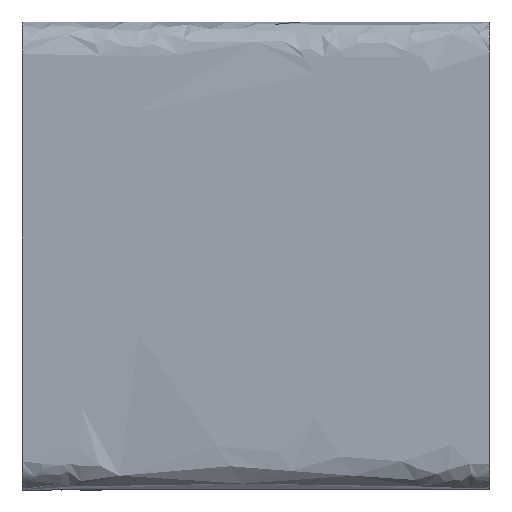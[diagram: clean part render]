
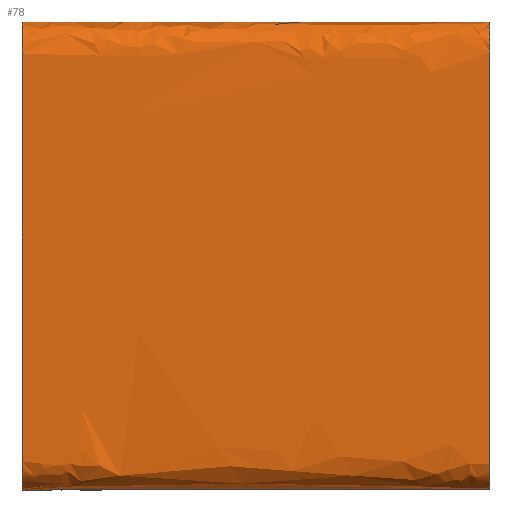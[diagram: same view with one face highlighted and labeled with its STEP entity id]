
A CAD part, left-side view. The second image highlights one B-rep face of the part: STEP entity #78.
In plain terms, the highlighted free-form (B-spline) face has degree [1, 2] with [2, 9] control points.
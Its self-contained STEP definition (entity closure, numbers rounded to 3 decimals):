
#78=ADVANCED_FACE('',(#100),#622,.T.);
#100=FACE_OUTER_BOUND('',#122,.T.);
#122=EDGE_LOOP('',(#203,#204,#205,#206));
#203=ORIENTED_EDGE('',*,*,#544,.F.);
#204=ORIENTED_EDGE('',*,*,#540,.F.);
#205=ORIENTED_EDGE('',*,*,#537,.F.);
#206=ORIENTED_EDGE('',*,*,#536,.F.);
#274=B_SPLINE_CURVE_WITH_KNOTS('',1,(#1299,#1300),.UNSPECIFIED.,.F.,.F.,
(2,2),(0.,0.3),.UNSPECIFIED.);
#275=B_SPLINE_CURVE_WITH_KNOTS('',1,(#1301,#1302),.UNSPECIFIED.,.F.,.F.,
(2,2),(0.,0.3),.UNSPECIFIED.);
#287=B_SPLINE_CURVE_WITH_KNOTS('',1,(#1385,#1386),.UNSPECIFIED.,.F.,.F.,
(2,2),(-0.3,0.),.UNSPECIFIED.);
#288=B_SPLINE_CURVE_WITH_KNOTS('',1,(#1387,#1388),.UNSPECIFIED.,.F.,.F.,
(2,2),(-0.3,0.),.UNSPECIFIED.);
#289=B_SPLINE_CURVE_WITH_KNOTS('',1,(#1389,#1390),.UNSPECIFIED.,.F.,.F.,
(2,2),(-0.3,0.),.UNSPECIFIED.);
#290=B_SPLINE_CURVE_WITH_KNOTS('',1,(#1391,#1392),.UNSPECIFIED.,.F.,.F.,
(2,2),(-0.031,0.671),.UNSPECIFIED.);
#291=B_SPLINE_CURVE_WITH_KNOTS('',1,(#1393,#1394),.UNSPECIFIED.,.F.,.F.,
(2,2),(0.,0.3),.UNSPECIFIED.);
#292=B_SPLINE_CURVE_WITH_KNOTS('',1,(#1395,#1396),.UNSPECIFIED.,.F.,.F.,
(2,2),(-0.671,0.031),.UNSPECIFIED.);
#356=PCURVE('',#633,#440);
#358=PCURVE('',#619,#442);
#361=PCURVE('',#634,#445);
#372=PCURVE('',#621,#456);
#373=PCURVE('',#622,#457);
#374=PCURVE('',#622,#458);
#375=PCURVE('',#622,#459);
#376=PCURVE('',#622,#460);
#440=DEFINITIONAL_REPRESENTATION('',(#576),#1398);
#442=DEFINITIONAL_REPRESENTATION('',(#275),#1398);
#445=DEFINITIONAL_REPRESENTATION('',(#579),#1398);
#456=DEFINITIONAL_REPRESENTATION('',(#288),#1398);
#457=DEFINITIONAL_REPRESENTATION('',(#289),#1398);
#458=DEFINITIONAL_REPRESENTATION('',(#290),#1398);
#459=DEFINITIONAL_REPRESENTATION('',(#291),#1398);
#460=DEFINITIONAL_REPRESENTATION('',(#292),#1398);
#494=SURFACE_CURVE('',#575,(#356,#376),.PCURVE_S1.);
#495=SURFACE_CURVE('',#274,(#358,#375),.PCURVE_S1.);
#498=SURFACE_CURVE('',#578,(#361,#374),.PCURVE_S1.);
#502=SURFACE_CURVE('',#287,(#372,#373),.PCURVE_S1.);
#536=EDGE_CURVE('',#609,#605,#494,.T.);
#537=EDGE_CURVE('',#605,#606,#495,.T.);
#540=EDGE_CURVE('',#606,#612,#498,.T.);
#544=EDGE_CURVE('',#612,#609,#502,.T.);
#575=(
BOUNDED_CURVE()
B_SPLINE_CURVE(2,(#1279,#1280,#1281,#1282,#1283,#1284,#1285,#1286,#1287),
 .UNSPECIFIED.,.F.,.F.)
B_SPLINE_CURVE_WITH_KNOTS((3,2,2,2,3),(-0.671,-0.441,
-0.41,0.,0.031),.UNSPECIFIED.)
CURVE()
GEOMETRIC_REPRESENTATION_ITEM()
RATIONAL_B_SPLINE_CURVE((1.,1.,1.,0.707,1.,1.,1.,0.707,
1.))
REPRESENTATION_ITEM('')
);
#576=(
BOUNDED_CURVE()
B_SPLINE_CURVE(2,(#1288,#1289,#1290,#1291,#1292,#1293,#1294,#1295,#1296),
 .UNSPECIFIED.,.F.,.F.)
B_SPLINE_CURVE_WITH_KNOTS((3,2,2,2,3),(-0.671,-0.441,
-0.41,0.,0.031),.UNSPECIFIED.)
CURVE()
GEOMETRIC_REPRESENTATION_ITEM()
RATIONAL_B_SPLINE_CURVE((1.,1.,1.,0.707,1.,1.,1.,0.707,
1.))
REPRESENTATION_ITEM('')
);
#578=(
BOUNDED_CURVE()
B_SPLINE_CURVE(2,(#1316,#1317,#1318,#1319,#1320,#1321,#1322,#1323,#1324),
 .UNSPECIFIED.,.F.,.F.)
B_SPLINE_CURVE_WITH_KNOTS((3,2,2,2,3),(-0.031,0.,0.41,0.441,
0.671),.UNSPECIFIED.)
CURVE()
GEOMETRIC_REPRESENTATION_ITEM()
RATIONAL_B_SPLINE_CURVE((1.,0.707,1.,1.,1.,0.707,
1.,1.,1.))
REPRESENTATION_ITEM('')
);
#579=(
BOUNDED_CURVE()
B_SPLINE_CURVE(2,(#1325,#1326,#1327,#1328,#1329,#1330,#1331,#1332,#1333),
 .UNSPECIFIED.,.F.,.F.)
B_SPLINE_CURVE_WITH_KNOTS((3,2,2,2,3),(-0.031,0.,0.41,0.441,
0.671),.UNSPECIFIED.)
CURVE()
GEOMETRIC_REPRESENTATION_ITEM()
RATIONAL_B_SPLINE_CURVE((1.,0.707,1.,1.,1.,0.707,
1.,1.,1.))
REPRESENTATION_ITEM('')
);
#605=VERTEX_POINT('',#1229);
#606=VERTEX_POINT('',#1230);
#609=VERTEX_POINT('',#1233);
#612=VERTEX_POINT('',#1236);
#619=(
BOUNDED_SURFACE()
B_SPLINE_SURFACE(1,2,((#1168,#1169,#1170,#1171,#1172,#1173,#1174),(#1175,
#1176,#1177,#1178,#1179,#1180,#1181)),.UNSPECIFIED.,.F.,.F.,.F.)
B_SPLINE_SURFACE_WITH_KNOTS((2,2),(3,2,2,3),(0.,0.3),(-1.639,
-1.469,-1.453,-1.413),.UNSPECIFIED.)
GEOMETRIC_REPRESENTATION_ITEM()
RATIONAL_B_SPLINE_SURFACE(((1.,1.,1.,0.707,1.,1.,1.),(1.,1.,
1.,0.707,1.,1.,1.)))
REPRESENTATION_ITEM('')
SURFACE()
);
#621=(
BOUNDED_SURFACE()
B_SPLINE_SURFACE(1,2,((#1205,#1206,#1207),(#1208,#1209,#1210)),
 .UNSPECIFIED.,.F.,.F.,.F.)
B_SPLINE_SURFACE_WITH_KNOTS((2,2),(3,3),(0.,0.3),(-0.721,
-0.671),.UNSPECIFIED.)
GEOMETRIC_REPRESENTATION_ITEM()
RATIONAL_B_SPLINE_SURFACE(((1.,1.,1.),(1.,1.,1.)))
REPRESENTATION_ITEM('')
SURFACE()
);
#622=(
BOUNDED_SURFACE()
B_SPLINE_SURFACE(1,2,((#1211,#1212,#1213,#1214,#1215,#1216,#1217,#1218,#1219),
(#1220,#1221,#1222,#1223,#1224,#1225,#1226,#1227,#1228)),.UNSPECIFIED.,.F.,
 .F.,.F.)
B_SPLINE_SURFACE_WITH_KNOTS((2,2),(3,2,2,2,3),(0.,0.3),(-0.671,
-0.441,-0.41,0.,0.031),.UNSPECIFIED.)
GEOMETRIC_REPRESENTATION_ITEM()
RATIONAL_B_SPLINE_SURFACE(((1.,1.,1.,0.707,1.,1.,1.,0.707,
1.),(1.,1.,1.,0.707,1.,1.,1.,0.707,1.)))
REPRESENTATION_ITEM('')
SURFACE()
);
#633=PLANE('',#665);
#634=PLANE('',#666);
#665=AXIS2_PLACEMENT_3D('',#1167,#680,$);
#666=AXIS2_PLACEMENT_3D('',#1182,#681,$);
#680=DIRECTION('',(0.,-1.,0.));
#681=DIRECTION('',(0.,1.,0.));
#1167=CARTESIAN_POINT('',(-0.3,-0.15,0.3));
#1168=CARTESIAN_POINT('',(-0.28,-0.15,0.));
#1169=CARTESIAN_POINT('',(-0.195,-0.15,0.));
#1170=CARTESIAN_POINT('',(-0.16,-0.15,0.));
#1171=CARTESIAN_POINT('',(-0.15,-0.15,0.));
#1172=CARTESIAN_POINT('',(-0.15,-0.15,0.01));
#1173=CARTESIAN_POINT('',(-0.15,-0.15,0.03));
#1174=CARTESIAN_POINT('',(-0.15,-0.15,0.05));
#1175=CARTESIAN_POINT('',(-0.28,0.15,0.));
#1176=CARTESIAN_POINT('',(-0.195,0.15,0.));
#1177=CARTESIAN_POINT('',(-0.16,0.15,0.));
#1178=CARTESIAN_POINT('',(-0.15,0.15,0.));
#1179=CARTESIAN_POINT('',(-0.15,0.15,0.01));
#1180=CARTESIAN_POINT('',(-0.15,0.15,0.03));
#1181=CARTESIAN_POINT('',(-0.15,0.15,0.05));
#1182=CARTESIAN_POINT('',(-0.3,0.15,0.3));
#1205=CARTESIAN_POINT('',(-0.2,-0.15,0.25));
#1206=CARTESIAN_POINT('',(-0.2,-0.15,0.275));
#1207=CARTESIAN_POINT('',(-0.2,-0.15,0.3));
#1208=CARTESIAN_POINT('',(-0.2,0.15,0.25));
#1209=CARTESIAN_POINT('',(-0.2,0.15,0.275));
#1210=CARTESIAN_POINT('',(-0.2,0.15,0.3));
#1211=CARTESIAN_POINT('',(-0.2,-0.15,0.3));
#1212=CARTESIAN_POINT('',(-0.2,-0.15,0.3));
#1213=CARTESIAN_POINT('',(-0.28,-0.15,0.3));
#1214=CARTESIAN_POINT('',(-0.3,-0.15,0.3));
#1215=CARTESIAN_POINT('',(-0.3,-0.15,0.28));
#1216=CARTESIAN_POINT('',(-0.3,-0.15,0.225));
#1217=CARTESIAN_POINT('',(-0.3,-0.15,0.02));
#1218=CARTESIAN_POINT('',(-0.3,-0.15,0.));
#1219=CARTESIAN_POINT('',(-0.28,-0.15,0.));
#1220=CARTESIAN_POINT('',(-0.2,0.15,0.3));
#1221=CARTESIAN_POINT('',(-0.2,0.15,0.3));
#1222=CARTESIAN_POINT('',(-0.28,0.15,0.3));
#1223=CARTESIAN_POINT('',(-0.3,0.15,0.3));
#1224=CARTESIAN_POINT('',(-0.3,0.15,0.28));
#1225=CARTESIAN_POINT('',(-0.3,0.15,0.225));
#1226=CARTESIAN_POINT('',(-0.3,0.15,0.02));
#1227=CARTESIAN_POINT('',(-0.3,0.15,0.));
#1228=CARTESIAN_POINT('',(-0.28,0.15,0.));
#1229=CARTESIAN_POINT('',(-0.28,-0.15,0.));
#1230=CARTESIAN_POINT('',(-0.28,0.15,0.));
#1233=CARTESIAN_POINT('',(-0.2,-0.15,0.3));
#1236=CARTESIAN_POINT('',(-0.2,0.15,0.3));
#1279=CARTESIAN_POINT('',(-0.2,-0.15,0.3));
#1280=CARTESIAN_POINT('',(-0.2,-0.15,0.3));
#1281=CARTESIAN_POINT('',(-0.28,-0.15,0.3));
#1282=CARTESIAN_POINT('',(-0.3,-0.15,0.3));
#1283=CARTESIAN_POINT('',(-0.3,-0.15,0.28));
#1284=CARTESIAN_POINT('',(-0.3,-0.15,0.225));
#1285=CARTESIAN_POINT('',(-0.3,-0.15,0.02));
#1286=CARTESIAN_POINT('',(-0.3,-0.15,0.));
#1287=CARTESIAN_POINT('',(-0.28,-0.15,0.));
#1288=CARTESIAN_POINT('',(-0.3,0.08));
#1289=CARTESIAN_POINT('',(-0.3,0.08));
#1290=CARTESIAN_POINT('',(-0.3,0.));
#1291=CARTESIAN_POINT('',(-0.3,-0.02));
#1292=CARTESIAN_POINT('',(-0.28,-0.02));
#1293=CARTESIAN_POINT('',(-0.225,-0.02));
#1294=CARTESIAN_POINT('',(-0.02,-0.02));
#1295=CARTESIAN_POINT('',(0.,-0.02));
#1296=CARTESIAN_POINT('',(0.,0.));
#1299=CARTESIAN_POINT('',(-0.28,-0.15,0.));
#1300=CARTESIAN_POINT('',(-0.28,0.15,0.));
#1301=CARTESIAN_POINT('',(0.,-1.639));
#1302=CARTESIAN_POINT('',(0.3,-1.639));
#1316=CARTESIAN_POINT('',(-0.28,0.15,0.));
#1317=CARTESIAN_POINT('',(-0.3,0.15,0.));
#1318=CARTESIAN_POINT('',(-0.3,0.15,0.02));
#1319=CARTESIAN_POINT('',(-0.3,0.15,0.225));
#1320=CARTESIAN_POINT('',(-0.3,0.15,0.28));
#1321=CARTESIAN_POINT('',(-0.3,0.15,0.3));
#1322=CARTESIAN_POINT('',(-0.28,0.15,0.3));
#1323=CARTESIAN_POINT('',(-0.2,0.15,0.3));
#1324=CARTESIAN_POINT('',(-0.2,0.15,0.3));
#1325=CARTESIAN_POINT('',(0.,0.));
#1326=CARTESIAN_POINT('',(-0.02,0.));
#1327=CARTESIAN_POINT('',(-0.02,-0.02));
#1328=CARTESIAN_POINT('',(-0.02,-0.225));
#1329=CARTESIAN_POINT('',(-0.02,-0.28));
#1330=CARTESIAN_POINT('',(-0.02,-0.3));
#1331=CARTESIAN_POINT('',(0.,-0.3));
#1332=CARTESIAN_POINT('',(0.08,-0.3));
#1333=CARTESIAN_POINT('',(0.08,-0.3));
#1385=CARTESIAN_POINT('',(-0.2,0.15,0.3));
#1386=CARTESIAN_POINT('',(-0.2,-0.15,0.3));
#1387=CARTESIAN_POINT('',(0.3,-0.671));
#1388=CARTESIAN_POINT('',(0.,-0.671));
#1389=CARTESIAN_POINT('',(0.3,-0.671));
#1390=CARTESIAN_POINT('',(0.,-0.671));
#1391=CARTESIAN_POINT('',(0.3,0.031));
#1392=CARTESIAN_POINT('',(0.3,-0.671));
#1393=CARTESIAN_POINT('',(0.,0.031));
#1394=CARTESIAN_POINT('',(0.3,0.031));
#1395=CARTESIAN_POINT('',(0.,-0.671));
#1396=CARTESIAN_POINT('',(0.,0.031));
#1398=(
GEOMETRIC_REPRESENTATION_CONTEXT(2)
PARAMETRIC_REPRESENTATION_CONTEXT()
REPRESENTATION_CONTEXT('pspace','')
);
